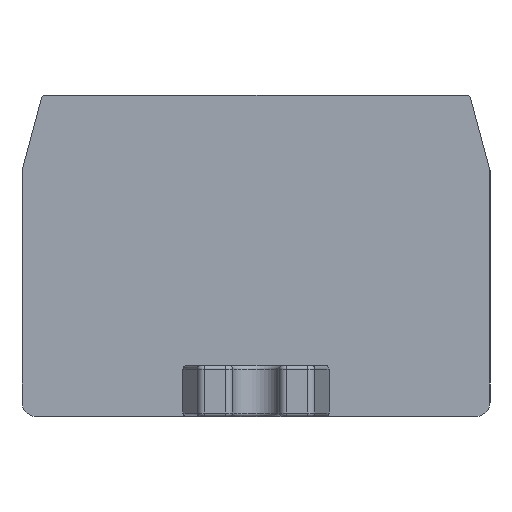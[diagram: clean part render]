
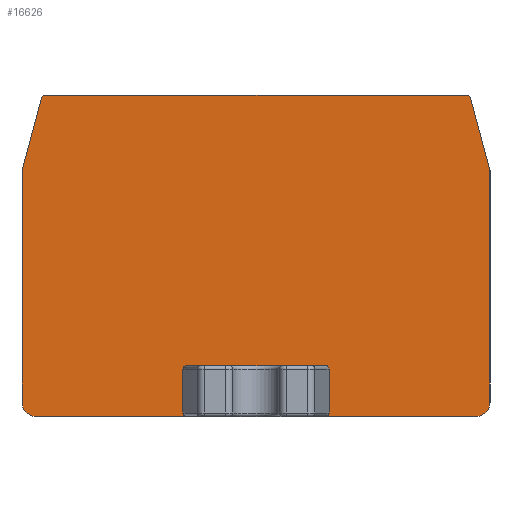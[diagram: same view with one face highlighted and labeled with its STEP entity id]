
A CAD part, front view. The second image highlights one B-rep face of the part: STEP entity #16626.
In plain terms, the highlighted planar face has unit normal (0, -1, 0).
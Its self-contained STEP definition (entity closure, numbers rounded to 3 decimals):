
#260=ELLIPSE('',#16859,0.254,0.25);
#261=ELLIPSE('',#16865,0.254,0.25);
#266=ELLIPSE('',#16885,0.254,0.25);
#267=ELLIPSE('',#16888,0.254,0.25);
#352=CIRCLE('',#16825,1.);
#354=CIRCLE('',#16828,1.);
#372=CIRCLE('',#16867,0.25);
#374=CIRCLE('',#16870,0.25);
#3570=ORIENTED_EDGE('',*,*,#4275,.T.);
#3571=ORIENTED_EDGE('',*,*,#4254,.T.);
#3572=ORIENTED_EDGE('',*,*,#4209,.T.);
#3573=ORIENTED_EDGE('',*,*,#4204,.T.);
#3574=ORIENTED_EDGE('',*,*,#4252,.T.);
#3575=ORIENTED_EDGE('',*,*,#4251,.T.);
#3576=ORIENTED_EDGE('',*,*,#4257,.T.);
#3577=ORIENTED_EDGE('',*,*,#5784,.T.);
#3578=ORIENTED_EDGE('',*,*,#4259,.T.);
#3579=ORIENTED_EDGE('',*,*,#4247,.T.);
#3580=ORIENTED_EDGE('',*,*,#4244,.T.);
#3581=ORIENTED_EDGE('',*,*,#4208,.T.);
#3582=ORIENTED_EDGE('',*,*,#4212,.T.);
#3583=ORIENTED_EDGE('',*,*,#4241,.T.);
#3584=ORIENTED_EDGE('',*,*,#4283,.F.);
#3585=ORIENTED_EDGE('',*,*,#4281,.T.);
#3586=ORIENTED_EDGE('',*,*,#4279,.T.);
#3587=ORIENTED_EDGE('',*,*,#4277,.T.);
#4204=EDGE_CURVE('',#5869,#5871,#352,.T.);
#4208=EDGE_CURVE('',#5873,#5875,#354,.T.);
#4209=EDGE_CURVE('',#5876,#5869,#6972,.T.);
#4212=EDGE_CURVE('',#5875,#5877,#6975,.T.);
#4241=EDGE_CURVE('',#5877,#5892,#260,.F.);
#4244=EDGE_CURVE('',#5894,#5873,#6989,.T.);
#4247=EDGE_CURVE('',#5896,#5894,#6992,.T.);
#4251=EDGE_CURVE('',#5897,#5900,#6996,.T.);
#4252=EDGE_CURVE('',#5871,#5897,#6997,.T.);
#4254=EDGE_CURVE('',#5901,#5876,#261,.F.);
#4257=EDGE_CURVE('',#5900,#5903,#372,.T.);
#4259=EDGE_CURVE('',#5904,#5896,#374,.T.);
#4275=EDGE_CURVE('',#5912,#5901,#7011,.T.);
#4277=EDGE_CURVE('',#5913,#5912,#266,.F.);
#4279=EDGE_CURVE('',#5914,#5913,#7014,.T.);
#4281=EDGE_CURVE('',#5915,#5914,#267,.F.);
#4283=EDGE_CURVE('',#5915,#5892,#7017,.T.);
#5784=EDGE_CURVE('',#5903,#5904,#8134,.T.);
#5869=VERTEX_POINT('',#21187);
#5871=VERTEX_POINT('',#21191);
#5873=VERTEX_POINT('',#21196);
#5875=VERTEX_POINT('',#21200);
#5876=VERTEX_POINT('',#21204);
#5877=VERTEX_POINT('',#21207);
#5892=VERTEX_POINT('',#21263);
#5894=VERTEX_POINT('',#21268);
#5896=VERTEX_POINT('',#21274);
#5897=VERTEX_POINT('',#21279);
#5900=VERTEX_POINT('',#21284);
#5901=VERTEX_POINT('',#21291);
#5903=VERTEX_POINT('',#21296);
#5904=VERTEX_POINT('',#21301);
#5912=VERTEX_POINT('',#21333);
#5913=VERTEX_POINT('',#21337);
#5914=VERTEX_POINT('',#21341);
#5915=VERTEX_POINT('',#21345);
#6972=LINE('',#21203,#8198);
#6975=LINE('',#21208,#8201);
#6989=LINE('',#21270,#8215);
#6992=LINE('',#21276,#8218);
#6996=LINE('',#21285,#8222);
#6997=LINE('',#21287,#8223);
#7011=LINE('',#21332,#8237);
#7014=LINE('',#21340,#8240);
#7017=LINE('',#21348,#8243);
#8134=LINE('',#26942,#9360);
#8198=VECTOR('',#18000,1000.);
#8201=VECTOR('',#18003,1000.);
#8215=VECTOR('',#18079,1000.);
#8218=VECTOR('',#18084,1000.);
#8222=VECTOR('',#18090,1000.);
#8223=VECTOR('',#18093,1000.);
#8237=VECTOR('',#18147,1000.);
#8240=VECTOR('',#18156,1000.);
#8243=VECTOR('',#18165,1000.);
#9360=VECTOR('',#20764,1000.);
#10037=EDGE_LOOP('',(#3570,#3571,#3572,#3573,#3574,#3575,#3576,#3577,#3578,
#3579,#3580,#3581,#3582,#3583,#3584,#3585,#3586,#3587));
#10789=FACE_BOUND('',#10037,.T.);
#11279=PLANE('',#17635);
#16626=ADVANCED_FACE('',(#10789),#11279,.T.);
#16825=AXIS2_PLACEMENT_3D('',#21192,#17988,#17989);
#16828=AXIS2_PLACEMENT_3D('',#21201,#17996,#17997);
#16859=AXIS2_PLACEMENT_3D('',#21264,#18073,#18074);
#16865=AXIS2_PLACEMENT_3D('',#21290,#18097,#18098);
#16867=AXIS2_PLACEMENT_3D('',#21297,#18103,#18104);
#16870=AXIS2_PLACEMENT_3D('',#21300,#18109,#18110);
#16885=AXIS2_PLACEMENT_3D('',#21336,#18151,#18152);
#16888=AXIS2_PLACEMENT_3D('',#21344,#18160,#18161);
#17635=AXIS2_PLACEMENT_3D('',#26960,#20782,#20783);
#17988=DIRECTION('',(0.,-1.,0.));
#17989=DIRECTION('',(0.,0.,-1.));
#17996=DIRECTION('',(0.,-1.,0.));
#17997=DIRECTION('',(1.,0.,0.));
#18000=DIRECTION('',(1.,0.,0.));
#18003=DIRECTION('',(1.,0.,0.));
#18073=DIRECTION('',(0.,-1.,0.));
#18074=DIRECTION('',(1.,0.,0.));
#18079=DIRECTION('',(0.,0.,-1.));
#18084=DIRECTION('',(-0.259,0.,-0.966));
#18090=DIRECTION('',(-0.259,0.,0.966));
#18093=DIRECTION('',(0.,0.,1.));
#18097=DIRECTION('',(0.,-1.,0.));
#18098=DIRECTION('',(1.,0.,0.));
#18103=DIRECTION('',(0.,-1.,0.));
#18104=DIRECTION('',(1.,0.,0.));
#18109=DIRECTION('',(0.,-1.,0.));
#18110=DIRECTION('',(1.,0.,0.));
#18147=DIRECTION('',(0.,0.,-1.));
#18151=DIRECTION('',(0.,-1.,0.));
#18152=DIRECTION('',(-1.,0.,0.));
#18156=DIRECTION('',(1.,0.,0.));
#18160=DIRECTION('',(0.,-1.,0.));
#18161=DIRECTION('',(-1.,0.,0.));
#18165=DIRECTION('',(0.,0.,-1.));
#20764=DIRECTION('',(-1.,0.,0.));
#20782=DIRECTION('',(0.,-1.,0.));
#20783=DIRECTION('',(0.,0.,-1.));
#21187=CARTESIAN_POINT('',(10.25,-21.15,-4.404));
#21191=CARTESIAN_POINT('',(11.25,-21.15,-3.404));
#21192=CARTESIAN_POINT('',(10.25,-21.15,-3.404));
#21196=CARTESIAN_POINT('',(-20.8,-21.15,-3.404));
#21200=CARTESIAN_POINT('',(-19.8,-21.15,-4.404));
#21201=CARTESIAN_POINT('',(-19.8,-21.15,-3.404));
#21203=CARTESIAN_POINT('',(-20.,-21.15,-4.404));
#21204=CARTESIAN_POINT('',(-0.029,-21.15,-4.404));
#21207=CARTESIAN_POINT('',(-9.521,-21.15,-4.404));
#21208=CARTESIAN_POINT('',(-20.,-21.15,-4.404));
#21263=CARTESIAN_POINT('',(-9.775,-21.15,-4.154));
#21264=CARTESIAN_POINT('',(-9.521,-21.15,-4.154));
#21268=CARTESIAN_POINT('',(-20.8,-21.15,12.457));
#21270=CARTESIAN_POINT('',(-20.8,-21.15,-4.574));
#21274=CARTESIAN_POINT('',(-19.472,-21.15,17.415));
#21276=CARTESIAN_POINT('',(-19.472,-21.15,17.415));
#21279=CARTESIAN_POINT('',(11.25,-21.15,12.457));
#21284=CARTESIAN_POINT('',(9.922,-21.15,17.415));
#21285=CARTESIAN_POINT('',(9.922,-21.15,17.415));
#21287=CARTESIAN_POINT('',(11.25,-21.15,12.411));
#21290=CARTESIAN_POINT('',(-0.029,-21.15,-4.154));
#21291=CARTESIAN_POINT('',(0.225,-21.15,-4.154));
#21296=CARTESIAN_POINT('',(9.68,-21.15,17.6));
#21297=CARTESIAN_POINT('',(9.68,-21.15,17.35));
#21300=CARTESIAN_POINT('',(-19.23,-21.15,17.35));
#21301=CARTESIAN_POINT('',(-19.23,-21.15,17.6));
#21332=CARTESIAN_POINT('',(0.225,-21.15,-0.904));
#21333=CARTESIAN_POINT('',(0.225,-21.15,-1.154));
#21336=CARTESIAN_POINT('',(-0.029,-21.15,-1.154));
#21337=CARTESIAN_POINT('',(-0.029,-21.15,-0.904));
#21340=CARTESIAN_POINT('',(-9.775,-21.15,-0.904));
#21341=CARTESIAN_POINT('',(-9.521,-21.15,-0.904));
#21344=CARTESIAN_POINT('',(-9.521,-21.15,-1.154));
#21345=CARTESIAN_POINT('',(-9.775,-21.15,-1.154));
#21348=CARTESIAN_POINT('',(-9.775,-21.15,-0.904));
#26942=CARTESIAN_POINT('',(-19.23,-21.15,17.6));
#26960=CARTESIAN_POINT('',(-20.,-21.15,-4.574));
